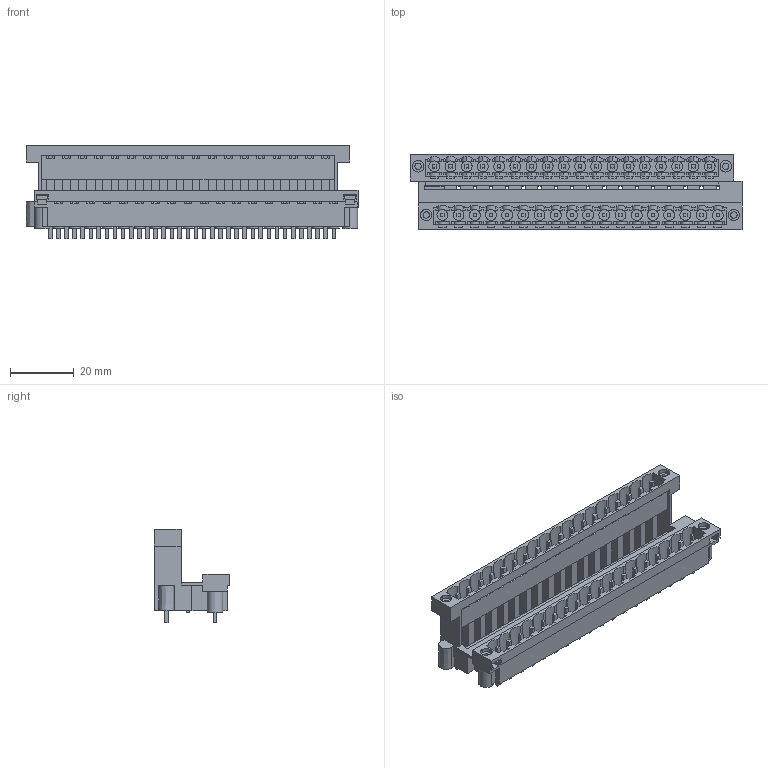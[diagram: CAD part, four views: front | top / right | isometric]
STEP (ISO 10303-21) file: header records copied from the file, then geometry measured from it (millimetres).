
FILE_DESCRIPTION(('CATIA V5 STEP Exchange','CAx-IF Rec.Pracs.--- Model Styling and Organization---1.2---2011-12-15'),'2;1');
FILE_NAME ('D1458669_0_1889270000_1889270000.stp','2018-04-19T13:03:30+00:00',('none'),('Weidmueller'),'CATIA Version 5-6 Release 2014','CATIA V5 STEP AP214','none');
FILE_SCHEMA(('AUTOMOTIVE_DESIGN { 1 0 10303 214 1 1 1 1 }'));
Products named in the file (1): 1889270000
Bounding box: 104.14 x 23.67 x 29.36 mm (x, y, z)
Volume: 15644 mm3; surface area: 28322.5 mm2
Topology: 42 solids, 60 shells, 1659 faces, 5299 edges, 3695 vertices
Faces by surface type: plane 1345, cylinder 310, extrusion 4
Entity records: 55405 total; most frequent: CARTESIAN_POINT 12002, ORIENTED_EDGE 10598, DIRECTION 6531, EDGE_CURVE 5299, VECTOR 4205, LINE 4201, VERTEX_POINT 3695, EDGE_LOOP 1794
